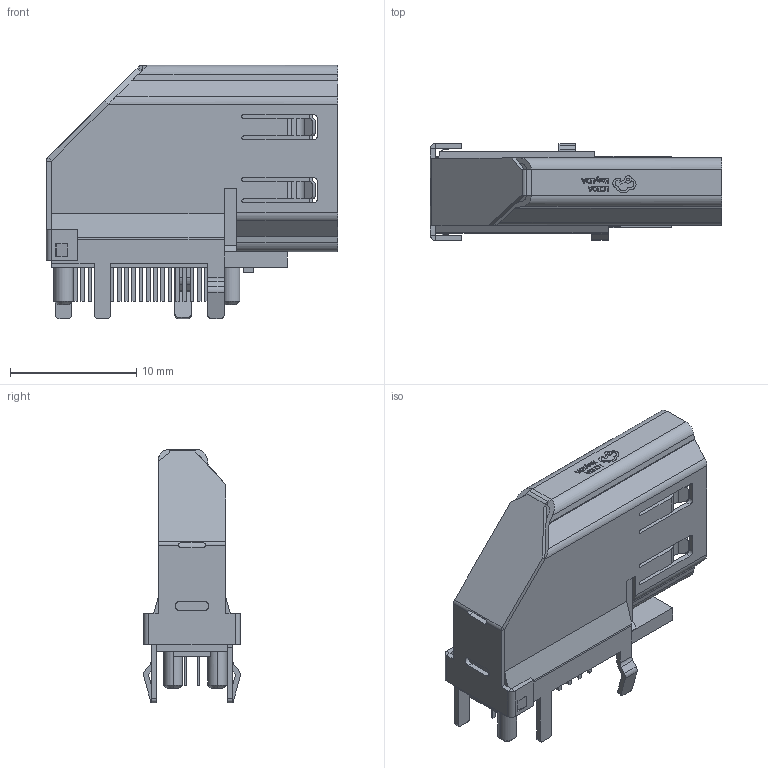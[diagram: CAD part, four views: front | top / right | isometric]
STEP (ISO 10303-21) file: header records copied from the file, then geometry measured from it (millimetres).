
FILE_DESCRIPTION(('FreeCAD Model'),'2;1');
FILE_NAME('Open CASCADE Shape Model','2023-06-25T21:51:20',('Author'),( ''),'Open CASCADE STEP processor 7.5','FreeCAD','Unknown');
FILE_SCHEMA(('AUTOMOTIVE_DESIGN { 1 0 10303 214 1 1 1 1 }'));
Length unit declared in the file: millimetre
Products named in the file (6): USB1; HDMI-SMD_HDMI-001C; COMPOUND004; COMPOUND001; COMPOUND002; COMPOUND003
Assembly tree (5 placements, depth 4):
  USB1
    HDMI-SMD_HDMI-001C
      COMPOUND004
        COMPOUND001
        COMPOUND002
        COMPOUND003
Bounding box: 23.1 x 7.7 x 20.11 mm (x, y, z)
Volume: 1355.6 mm3; surface area: 2712.9 mm2
Topology: 3 solids, 3 shells, 757 faces, 2069 edges, 1364 vertices
Faces by surface type: plane 529, cylinder 112, bspline 112, cone 4
Entity records: 58082 total; most frequent: CARTESIAN_POINT 13126, DIRECTION 6862, LINE 5049, VECTOR 5049, ORIENTED_EDGE 4138, PCURVE 4138, DEFINITIONAL_REPRESENTATION 4138, EDGE_CURVE 2069
